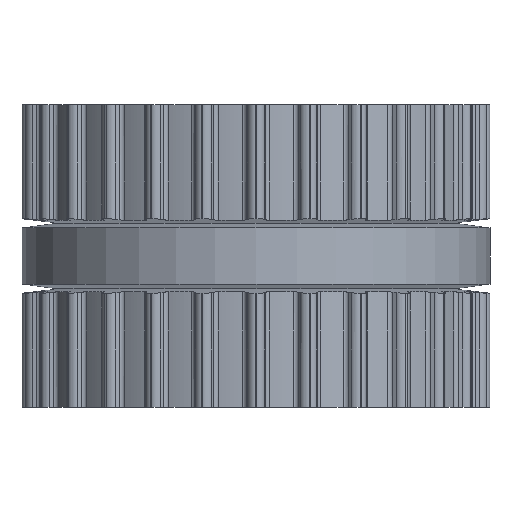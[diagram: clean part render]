
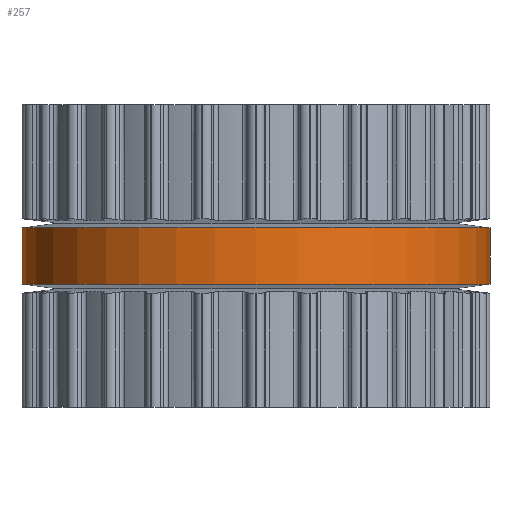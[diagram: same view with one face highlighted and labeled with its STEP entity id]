
A CAD part, front view. The second image highlights one B-rep face of the part: STEP entity #257.
In plain terms, the highlighted cylindrical face has radius 20.875 mm (diameter 41.75 mm), a full revolution.
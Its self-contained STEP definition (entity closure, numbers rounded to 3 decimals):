
#66 = CONICAL_SURFACE('',#67,20.875,1.438);
#67 = AXIS2_PLACEMENT_3D('',#68,#69,#70);
#68 = CARTESIAN_POINT('',(0.,0.,2.5));
#69 = DIRECTION('',(0.,0.,-1.));
#70 = DIRECTION('',(-1.,0.,0.));
#191 = CONICAL_SURFACE('',#192,17.875,1.438);
#192 = AXIS2_PLACEMENT_3D('',#193,#194,#195);
#193 = CARTESIAN_POINT('',(0.,0.,-2.9)
  );
#194 = DIRECTION('',(0.,0.,1.));
#195 = DIRECTION('',(-1.,0.,0.));
#208 = VERTEX_POINT('',#209);
#209 = CARTESIAN_POINT('',(-20.875,0.,-2.5));
#230 = EDGE_CURVE('',#208,#208,#231,.T.);
#231 = SURFACE_CURVE('',#232,(#237,#244),.PCURVE_S1.);
#232 = CIRCLE('',#233,20.875);
#233 = AXIS2_PLACEMENT_3D('',#234,#235,#236);
#234 = CARTESIAN_POINT('',(0.,0.,-2.5)
  );
#235 = DIRECTION('',(0.,0.,1.));
#236 = DIRECTION('',(-1.,0.,0.));
#237 = PCURVE('',#191,#238);
#238 = DEFINITIONAL_REPRESENTATION('',(#239),#243);
#239 = LINE('',#240,#241);
#240 = CARTESIAN_POINT('',(0.,0.4));
#241 = VECTOR('',#242,1.);
#242 = DIRECTION('',(1.,0.));
#243 = ( GEOMETRIC_REPRESENTATION_CONTEXT(2) 
PARAMETRIC_REPRESENTATION_CONTEXT() REPRESENTATION_CONTEXT('2D SPACE',''
  ) );
#244 = PCURVE('',#245,#250);
#245 = CYLINDRICAL_SURFACE('',#246,20.875);
#246 = AXIS2_PLACEMENT_3D('',#247,#248,#249);
#247 = CARTESIAN_POINT('',(0.,0.,-2.5)
  );
#248 = DIRECTION('',(0.,0.,1.));
#249 = DIRECTION('',(-1.,0.,0.));
#250 = DEFINITIONAL_REPRESENTATION('',(#251),#255);
#251 = LINE('',#252,#253);
#252 = CARTESIAN_POINT('',(0.,0.));
#253 = VECTOR('',#254,1.);
#254 = DIRECTION('',(1.,0.));
#255 = ( GEOMETRIC_REPRESENTATION_CONTEXT(2) 
PARAMETRIC_REPRESENTATION_CONTEXT() REPRESENTATION_CONTEXT('2D SPACE',''
  ) );
#257 = ADVANCED_FACE('',(#258),#245,.T.);
#258 = FACE_BOUND('',#259,.T.);
#259 = EDGE_LOOP('',(#260,#261,#284,#306));
#260 = ORIENTED_EDGE('',*,*,#230,.T.);
#261 = ORIENTED_EDGE('',*,*,#262,.T.);
#262 = EDGE_CURVE('',#208,#263,#265,.T.);
#263 = VERTEX_POINT('',#264);
#264 = CARTESIAN_POINT('',(-20.875,0.,2.5));
#265 = SEAM_CURVE('',#266,(#270,#277),.PCURVE_S1.);
#266 = LINE('',#267,#268);
#267 = CARTESIAN_POINT('',(-20.875,0.,-2.5));
#268 = VECTOR('',#269,1.);
#269 = DIRECTION('',(0.,0.,1.));
#270 = PCURVE('',#245,#271);
#271 = DEFINITIONAL_REPRESENTATION('',(#272),#276);
#272 = LINE('',#273,#274);
#273 = CARTESIAN_POINT('',(0.,0.));
#274 = VECTOR('',#275,1.);
#275 = DIRECTION('',(0.,1.));
#276 = ( GEOMETRIC_REPRESENTATION_CONTEXT(2) 
PARAMETRIC_REPRESENTATION_CONTEXT() REPRESENTATION_CONTEXT('2D SPACE',''
  ) );
#277 = PCURVE('',#245,#278);
#278 = DEFINITIONAL_REPRESENTATION('',(#279),#283);
#279 = LINE('',#280,#281);
#280 = CARTESIAN_POINT('',(6.283,0.));
#281 = VECTOR('',#282,1.);
#282 = DIRECTION('',(0.,1.));
#283 = ( GEOMETRIC_REPRESENTATION_CONTEXT(2) 
PARAMETRIC_REPRESENTATION_CONTEXT() REPRESENTATION_CONTEXT('2D SPACE',''
  ) );
#284 = ORIENTED_EDGE('',*,*,#285,.F.);
#285 = EDGE_CURVE('',#263,#263,#286,.T.);
#286 = SURFACE_CURVE('',#287,(#292,#299),.PCURVE_S1.);
#287 = CIRCLE('',#288,20.875);
#288 = AXIS2_PLACEMENT_3D('',#289,#290,#291);
#289 = CARTESIAN_POINT('',(0.,0.,2.5));
#290 = DIRECTION('',(0.,0.,1.));
#291 = DIRECTION('',(-1.,0.,0.));
#292 = PCURVE('',#245,#293);
#293 = DEFINITIONAL_REPRESENTATION('',(#294),#298);
#294 = LINE('',#295,#296);
#295 = CARTESIAN_POINT('',(0.,5.));
#296 = VECTOR('',#297,1.);
#297 = DIRECTION('',(1.,0.));
#298 = ( GEOMETRIC_REPRESENTATION_CONTEXT(2) 
PARAMETRIC_REPRESENTATION_CONTEXT() REPRESENTATION_CONTEXT('2D SPACE',''
  ) );
#299 = PCURVE('',#66,#300);
#300 = DEFINITIONAL_REPRESENTATION('',(#301),#305);
#301 = LINE('',#302,#303);
#302 = CARTESIAN_POINT('',(-0.,-0.));
#303 = VECTOR('',#304,1.);
#304 = DIRECTION('',(-1.,-0.));
#305 = ( GEOMETRIC_REPRESENTATION_CONTEXT(2) 
PARAMETRIC_REPRESENTATION_CONTEXT() REPRESENTATION_CONTEXT('2D SPACE',''
  ) );
#306 = ORIENTED_EDGE('',*,*,#262,.F.);
